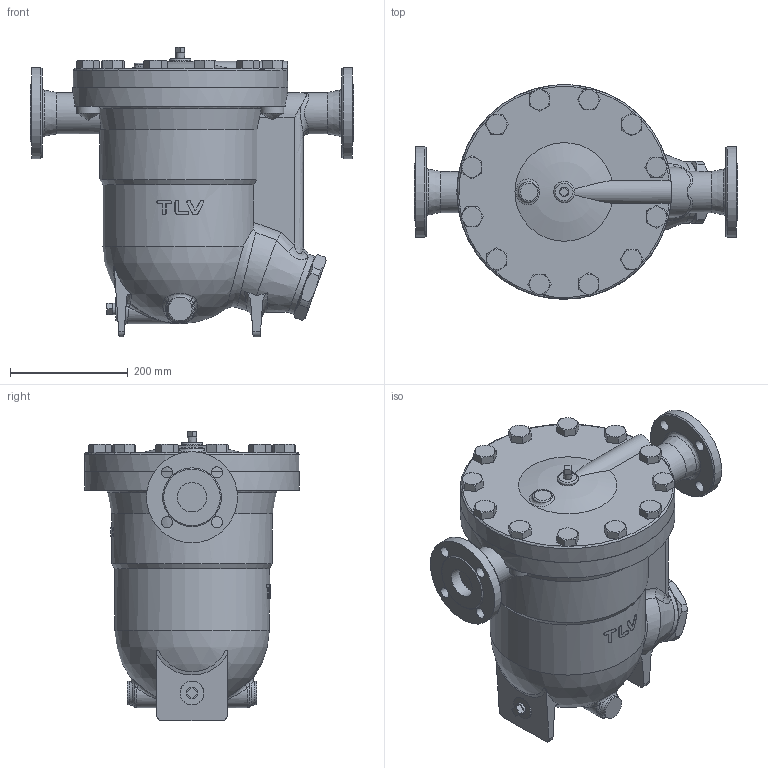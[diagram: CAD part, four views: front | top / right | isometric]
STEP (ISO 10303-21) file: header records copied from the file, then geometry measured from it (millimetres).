
FILE_DESCRIPTION((''),'2;1');
FILE_NAME('j8x00-050-jis10-00.stp','2010-06-10T08:23:17',('nakaot'),(''),'Autodesk Inventor 2008','Autodesk Inventor 2008','');
FILE_SCHEMA(('AUTOMOTIVE_DESIGN { 1 0 10303 214 1 1 1 1 }'));
Length unit declared in the file: millimetre
Products named in the file (1): j8x00-050-jis10-00
Bounding box: 550 x 365 x 493 mm (x, y, z)
Volume: 30177067.3 mm3; surface area: 939772.6 mm2
Topology: 1 solids, 1 shells, 450 faces, 1104 edges, 683 vertices
Faces by surface type: plane 192, cone 99, bspline 90, cylinder 62, torus 5, sphere 2
Full cylindrical faces by diameter (mm): 22 x20, 36 x1, 40 x3, 50 x2, 70 x2, 105.048 x1, 155 x2, 250 x1, 365 x2
Entity records: 26919 total; most frequent: CARTESIAN_POINT 17748, ORIENTED_EDGE 1966, DIRECTION 1688, EDGE_CURVE 983, AXIS2_PLACEMENT_3D 698, VERTEX_POINT 647, EDGE_LOOP 602, FACE_OUTER_BOUND 450
